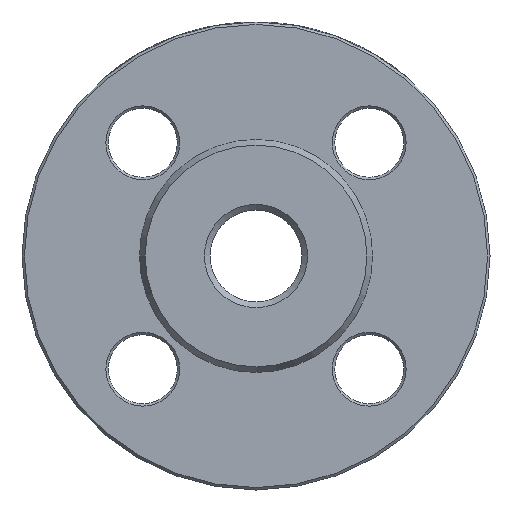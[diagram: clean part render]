
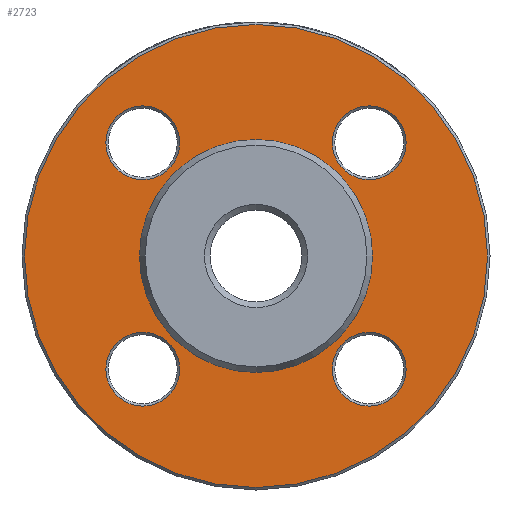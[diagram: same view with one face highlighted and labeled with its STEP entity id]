
A CAD part, left-side view. The second image highlights one B-rep face of the part: STEP entity #2723.
In plain terms, the highlighted planar face has unit normal (-1, 0, 0).
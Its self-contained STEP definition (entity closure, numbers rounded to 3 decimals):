
#169 = DIRECTION ( 'NONE',  ( -1., 0., 0. ) ) ;
#210 = DIRECTION ( 'NONE',  ( -1., 0., 0. ) ) ;
#214 = EDGE_LOOP ( 'NONE', ( #740 ) ) ;
#232 = FACE_BOUND ( 'NONE', #4561, .T. ) ;
#279 = AXIS2_PLACEMENT_3D ( 'NONE', #1798, #4594, #431 ) ;
#321 = VERTEX_POINT ( 'NONE', #4483 ) ;
#325 = FACE_OUTER_BOUND ( 'NONE', #412, .T. ) ;
#412 = EDGE_LOOP ( 'NONE', ( #4544 ) ) ;
#431 = DIRECTION ( 'NONE',  ( 0., 0., 1. ) ) ;
#452 = AXIS2_PLACEMENT_3D ( 'NONE', #4782, #5242, #3361 ) ;
#740 = ORIENTED_EDGE ( 'NONE', *, *, #4498, .T. ) ;
#1007 = ORIENTED_EDGE ( 'NONE', *, *, #4584, .T. ) ;
#1084 = DIRECTION ( 'NONE',  ( 0., 0., -1. ) ) ;
#1130 = CIRCLE ( 'NONE', #452, 7.5 ) ;
#1179 = DIRECTION ( 'NONE',  ( 1., 0., 0. ) ) ;
#1215 = AXIS2_PLACEMENT_3D ( 'NONE', #1582, #2001, #3789 ) ;
#1251 = ORIENTED_EDGE ( 'NONE', *, *, #3944, .T. ) ;
#1295 = VERTEX_POINT ( 'NONE', #4996 ) ;
#1582 = CARTESIAN_POINT ( 'NONE',  ( 2., 22.981, 22.981 ) ) ;
#1606 = CARTESIAN_POINT ( 'NONE',  ( 2., 0., 0. ) ) ;
#1660 = VERTEX_POINT ( 'NONE', #2327 ) ;
#1693 = CIRCLE ( 'NONE', #1215, 7.5 ) ;
#1722 = DIRECTION ( 'NONE',  ( 0., 0., -1. ) ) ;
#1751 = VERTEX_POINT ( 'NONE', #3597 ) ;
#1798 = CARTESIAN_POINT ( 'NONE',  ( 2., -22.981, -22.981 ) ) ;
#2001 = DIRECTION ( 'NONE',  ( 1., 0., 0. ) ) ;
#2079 = CARTESIAN_POINT ( 'NONE',  ( 2., 23.655, 0. ) ) ;
#2327 = CARTESIAN_POINT ( 'NONE',  ( 2., 0., 23.655 ) ) ;
#2401 = CIRCLE ( 'NONE', #4929, 23.655 ) ;
#2457 = DIRECTION ( 'NONE',  ( 1., 0., 0. ) ) ;
#2467 = EDGE_CURVE ( 'NONE', #1295, #1295, #1693, .T. ) ;
#2520 = DIRECTION ( 'NONE',  ( 0., 0., 1. ) ) ;
#2541 = FACE_BOUND ( 'NONE', #2722, .T. ) ;
#2548 = ORIENTED_EDGE ( 'NONE', *, *, #2467, .T. ) ;
#2553 = EDGE_CURVE ( 'NONE', #3084, #3084, #4787, .T. ) ;
#2722 = EDGE_LOOP ( 'NONE', ( #1251 ) ) ;
#2723 = ADVANCED_FACE ( 'NONE', ( #4934, #2541, #4998, #232, #325, #3517 ), #4025, .F. ) ;
#2725 = CARTESIAN_POINT ( 'NONE',  ( 2., 0., -47. ) ) ;
#3084 = VERTEX_POINT ( 'NONE', #2725 ) ;
#3167 = AXIS2_PLACEMENT_3D ( 'NONE', #3874, #2457, #3811 ) ;
#3361 = DIRECTION ( 'NONE',  ( 0., -1., 0. ) ) ;
#3420 = CARTESIAN_POINT ( 'NONE',  ( 2., 0., 0. ) ) ;
#3437 = AXIS2_PLACEMENT_3D ( 'NONE', #2079, #1179, #1722 ) ;
#3517 = FACE_BOUND ( 'NONE', #5900, .T. ) ;
#3597 = CARTESIAN_POINT ( 'NONE',  ( 2., -15.481, 22.981 ) ) ;
#3789 = DIRECTION ( 'NONE',  ( 0., 0., -1. ) ) ;
#3811 = DIRECTION ( 'NONE',  ( 0., 1., 0. ) ) ;
#3835 = CIRCLE ( 'NONE', #3167, 7.5 ) ;
#3874 = CARTESIAN_POINT ( 'NONE',  ( 2., -22.981, 22.981 ) ) ;
#3944 = EDGE_CURVE ( 'NONE', #5920, #5920, #6012, .T. ) ;
#4025 = PLANE ( 'NONE',  #3437 ) ;
#4454 = CARTESIAN_POINT ( 'NONE',  ( 2., -22.981, -15.481 ) ) ;
#4483 = CARTESIAN_POINT ( 'NONE',  ( 2., 15.481, -22.981 ) ) ;
#4498 = EDGE_CURVE ( 'NONE', #321, #321, #1130, .T. ) ;
#4544 = ORIENTED_EDGE ( 'NONE', *, *, #2553, .T. ) ;
#4561 = EDGE_LOOP ( 'NONE', ( #2548 ) ) ;
#4584 = EDGE_CURVE ( 'NONE', #1751, #1751, #3835, .T. ) ;
#4594 = DIRECTION ( 'NONE',  ( 1., 0., 0. ) ) ;
#4782 = CARTESIAN_POINT ( 'NONE',  ( 2., 22.981, -22.981 ) ) ;
#4787 = CIRCLE ( 'NONE', #5480, 47. ) ;
#4929 = AXIS2_PLACEMENT_3D ( 'NONE', #1606, #210, #2520 ) ;
#4934 = FACE_BOUND ( 'NONE', #214, .T. ) ;
#4996 = CARTESIAN_POINT ( 'NONE',  ( 2., 22.981, 15.481 ) ) ;
#4998 = FACE_BOUND ( 'NONE', #5459, .T. ) ;
#5083 = ORIENTED_EDGE ( 'NONE', *, *, #5252, .F. ) ;
#5242 = DIRECTION ( 'NONE',  ( 1., 0., 0. ) ) ;
#5252 = EDGE_CURVE ( 'NONE', #1660, #1660, #2401, .T. ) ;
#5459 = EDGE_LOOP ( 'NONE', ( #1007 ) ) ;
#5480 = AXIS2_PLACEMENT_3D ( 'NONE', #3420, #169, #1084 ) ;
#5900 = EDGE_LOOP ( 'NONE', ( #5083 ) ) ;
#5920 = VERTEX_POINT ( 'NONE', #4454 ) ;
#6012 = CIRCLE ( 'NONE', #279, 7.5 ) ;
